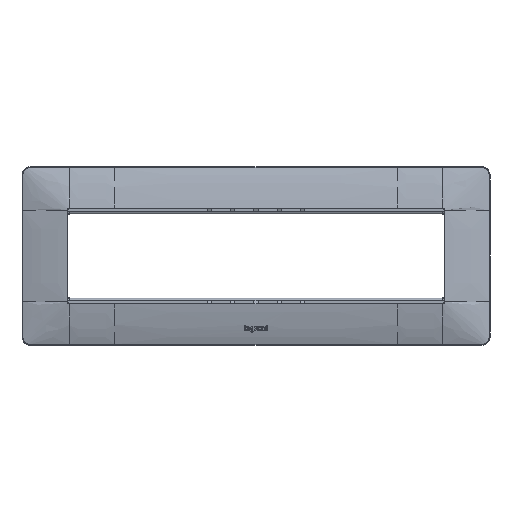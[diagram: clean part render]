
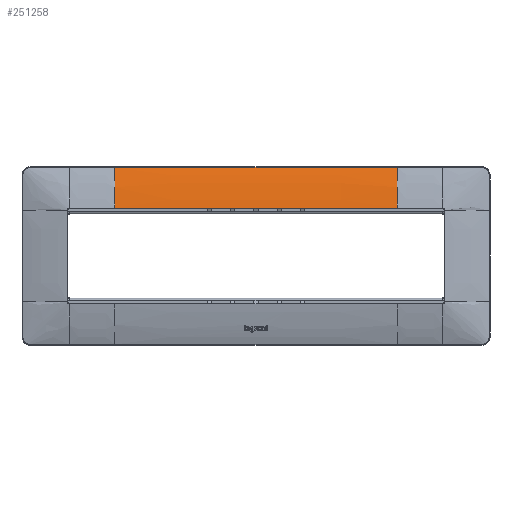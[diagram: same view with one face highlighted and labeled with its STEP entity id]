
A CAD part, top view. The second image highlights one B-rep face of the part: STEP entity #251258.
In plain terms, the highlighted face is a extrusion surface.
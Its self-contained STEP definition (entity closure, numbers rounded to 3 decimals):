
#207576=CARTESIAN_POINT('Vertex',(67.817,22.997,9.75)) ;
#207597=CARTESIAN_POINT('Line Origine',(15.297,22.997,9.75)) ;
#207601=CARTESIAN_POINT('Vertex',(-67.883,22.997,9.75)) ;
#208054=CARTESIAN_POINT('Vertex',(-67.883,42.55,4.85)) ;
#208916=CARTESIAN_POINT('Vertex',(67.817,42.55,4.85)) ;
#210201=CARTESIAN_POINT('Line Origine',(0.479,42.55,4.85)) ;
#251132=CARTESIAN_POINT('Control Point',(67.817,22.997,9.75)) ;
#251133=CARTESIAN_POINT('Control Point',(67.817,27.164,9.046)) ;
#251134=CARTESIAN_POINT('Control Point',(67.817,31.233,8.248)) ;
#251135=CARTESIAN_POINT('Control Point',(67.817,34.912,7.356)) ;
#251136=CARTESIAN_POINT('Control Point',(67.817,39.013,6.255)) ;
#251137=CARTESIAN_POINT('Control Point',(67.817,42.55,4.85)) ;
#251235=CARTESIAN_POINT('Control Point',(-67.883,22.997,9.75)) ;
#251236=CARTESIAN_POINT('Control Point',(-67.883,27.164,9.046)) ;
#251237=CARTESIAN_POINT('Control Point',(-67.883,31.233,8.248)) ;
#251238=CARTESIAN_POINT('Control Point',(-67.883,34.912,7.356)) ;
#251239=CARTESIAN_POINT('Control Point',(-67.883,39.013,6.255)) ;
#251240=CARTESIAN_POINT('Control Point',(-67.883,42.55,4.85)) ;
#251245=CARTESIAN_POINT('Control Point',(-67.883,22.997,9.75)) ;
#251246=CARTESIAN_POINT('Control Point',(-67.883,27.164,9.046)) ;
#251247=CARTESIAN_POINT('Control Point',(-67.883,31.233,8.248)) ;
#251248=CARTESIAN_POINT('Control Point',(-67.883,34.912,7.356)) ;
#251249=CARTESIAN_POINT('Control Point',(-67.883,39.013,6.255)) ;
#251250=CARTESIAN_POINT('Control Point',(-67.883,42.55,4.85)) ;
#207598=DIRECTION('Vector Direction',(-1.,0.,0.)) ;
#210202=DIRECTION('Vector Direction',(1.,0.,0.)) ;
#251241=DIRECTION('Vector Direction',(1.,0.,0.)) ;
#207599=VECTOR('Line Direction',#207598,1.) ;
#210203=VECTOR('Line Direction',#210202,1.) ;
#251242=VECTOR('Extrusion Surface Vector',#251241,1.) ;
#251253=ORIENTED_EDGE('',*,*,#207603,.F.) ;
#251254=ORIENTED_EDGE('',*,*,#251138,.T.) ;
#251255=ORIENTED_EDGE('',*,*,#210205,.F.) ;
#251256=ORIENTED_EDGE('',*,*,#251251,.F.) ;
#251258=ADVANCED_FACE('PartBody',(#251257),#251243,.F.) ;
#251131=B_SPLINE_CURVE_WITH_KNOTS('',5,(#251132,#251133,#251134,#251135,#251136,#251137),.UNSPECIFIED.,.F.,.U.,(6,6),(0.421,29.921),.UNSPECIFIED.) ;
#251234=B_SPLINE_CURVE_WITH_KNOTS('',5,(#251235,#251236,#251237,#251238,#251239,#251240),.UNSPECIFIED.,.F.,.U.,(6,6),(0.421,29.921),.UNSPECIFIED.) ;
#251244=B_SPLINE_CURVE_WITH_KNOTS('',5,(#251245,#251246,#251247,#251248,#251249,#251250),.UNSPECIFIED.,.F.,.U.,(6,6),(0.421,29.921),.UNSPECIFIED.) ;
#207603=EDGE_CURVE('',#207577,#207602,#207600,.T.) ;
#210205=EDGE_CURVE('',#208055,#208917,#210204,.T.) ;
#251138=EDGE_CURVE('',#207577,#208917,#251131,.T.) ;
#251251=EDGE_CURVE('',#207602,#208055,#251244,.T.) ;
#251252=EDGE_LOOP('',(#251253,#251254,#251255,#251256)) ;
#251257=FACE_OUTER_BOUND('',#251252,.T.) ;
#207600=LINE('Line',#207597,#207599) ;
#210204=LINE('Line',#210201,#210203) ;
#251243=SURFACE_OF_LINEAR_EXTRUSION('generated tabulated cylinder',#251234,#251242) ;
#207577=VERTEX_POINT('',#207576) ;
#207602=VERTEX_POINT('',#207601) ;
#208055=VERTEX_POINT('',#208054) ;
#208917=VERTEX_POINT('',#208916) ;
